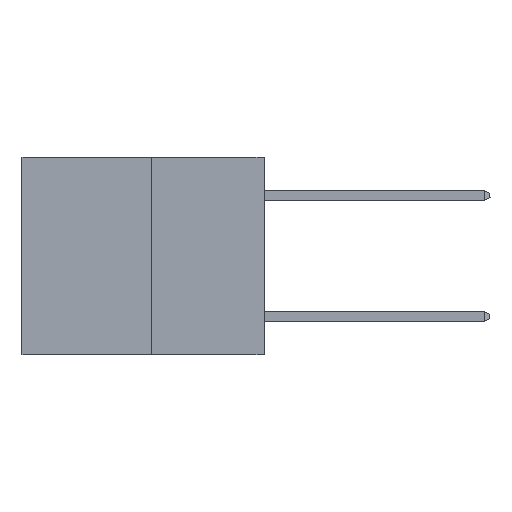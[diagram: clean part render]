
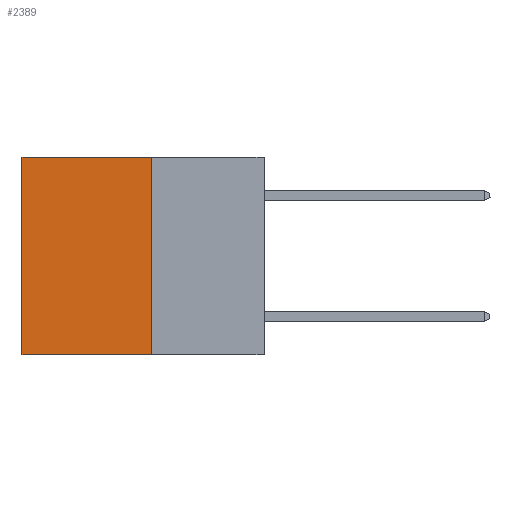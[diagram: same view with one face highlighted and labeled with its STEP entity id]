
A CAD part, left-side view. The second image highlights one B-rep face of the part: STEP entity #2389.
In plain terms, the highlighted planar face has unit normal (-1, 0, 0).
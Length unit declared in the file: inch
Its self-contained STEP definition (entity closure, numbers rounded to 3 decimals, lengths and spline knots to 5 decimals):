
#1092 = CARTESIAN_POINT ( 'NONE',  ( 0.3165, 0.6, -0.49 ) ) ;
#1952 = VECTOR ( 'NONE', #15386, 39.37008 ) ;
#2389 = ADVANCED_FACE ( 'NONE', ( #12329 ), #12910, .F. ) ;
#3610 = DIRECTION ( 'NONE',  ( 0., 1., 0. ) ) ;
#3791 = EDGE_CURVE ( 'NONE', #6761, #18418, #10583, .T. ) ;
#5471 = VERTEX_POINT ( 'NONE', #6062 ) ;
#6062 = CARTESIAN_POINT ( 'NONE',  ( 0.3165, 0.6, 0. ) ) ;
#6064 = VECTOR ( 'NONE', #22541, 39.37008 ) ;
#6343 = CARTESIAN_POINT ( 'NONE',  ( 0.3165, 0.6, -0.49 ) ) ;
#6643 = CARTESIAN_POINT ( 'NONE',  ( 0.3165, 0.28, -0.49 ) ) ;
#6761 = VERTEX_POINT ( 'NONE', #20156 ) ;
#6933 = VECTOR ( 'NONE', #3610, 39.37008 ) ;
#6942 = CARTESIAN_POINT ( 'NONE',  ( 0.3165, 0.28, -0.49 ) ) ;
#7199 = CARTESIAN_POINT ( 'NONE',  ( 0.3165, 0.28, 0. ) ) ;
#7474 = LINE ( 'NONE', #7199, #6933 ) ;
#10583 = LINE ( 'NONE', #6643, #1952 ) ;
#11208 = CARTESIAN_POINT ( 'NONE',  ( 0.3165, 0.28, -0.49 ) ) ;
#11324 = LINE ( 'NONE', #13507, #6064 ) ;
#11909 = VECTOR ( 'NONE', #15622, 39.37008 ) ;
#12329 = FACE_OUTER_BOUND ( 'NONE', #15203, .T. ) ;
#12634 = ORIENTED_EDGE ( 'NONE', *, *, #12979, .T. ) ;
#12722 = ORIENTED_EDGE ( 'NONE', *, *, #12752, .T. ) ;
#12752 = EDGE_CURVE ( 'NONE', #5471, #17198, #15518, .T. ) ;
#12910 = PLANE ( 'NONE',  #14445 ) ;
#12979 = EDGE_CURVE ( 'NONE', #6761, #5471, #7474, .T. ) ;
#13507 = CARTESIAN_POINT ( 'NONE',  ( 0.3165, 0.28, -0.49 ) ) ;
#14445 = AXIS2_PLACEMENT_3D ( 'NONE', #11208, #20194, #16698 ) ;
#15203 = EDGE_LOOP ( 'NONE', ( #12722, #20135, #17236, #12634 ) ) ;
#15386 = DIRECTION ( 'NONE',  ( 0., 0., -1. ) ) ;
#15518 = LINE ( 'NONE', #6343, #11909 ) ;
#15622 = DIRECTION ( 'NONE',  ( 0., 0., -1. ) ) ;
#16675 = EDGE_CURVE ( 'NONE', #18418, #17198, #11324, .T. ) ;
#16698 = DIRECTION ( 'NONE',  ( 0., 0., -1. ) ) ;
#17198 = VERTEX_POINT ( 'NONE', #1092 ) ;
#17236 = ORIENTED_EDGE ( 'NONE', *, *, #3791, .F. ) ;
#18418 = VERTEX_POINT ( 'NONE', #6942 ) ;
#20135 = ORIENTED_EDGE ( 'NONE', *, *, #16675, .F. ) ;
#20156 = CARTESIAN_POINT ( 'NONE',  ( 0.3165, 0.28, 0. ) ) ;
#20194 = DIRECTION ( 'NONE',  ( 1., 0., 0. ) ) ;
#22541 = DIRECTION ( 'NONE',  ( 0., 1., 0. ) ) ;
